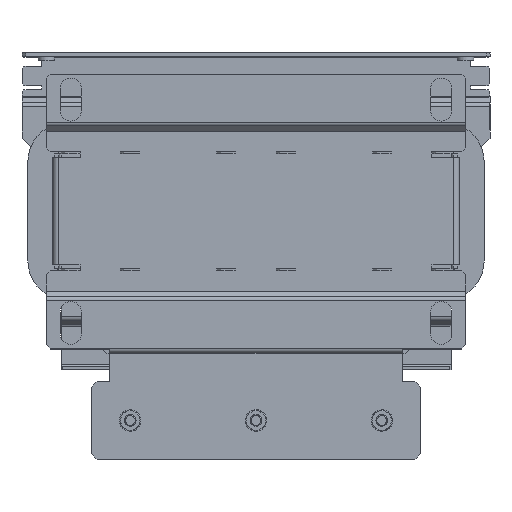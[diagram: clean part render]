
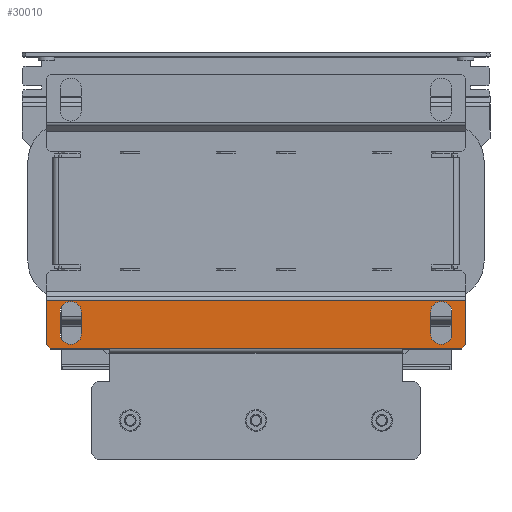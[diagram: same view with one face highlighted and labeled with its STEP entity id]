
A CAD part, front view. The second image highlights one B-rep face of the part: STEP entity #30010.
In plain terms, the highlighted planar face has unit normal (0, -1, 0).
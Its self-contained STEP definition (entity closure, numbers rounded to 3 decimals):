
#1074 = ORIENTED_EDGE ( 'NONE', *, *, #29790, .T. ) ;
#1540 = VERTEX_POINT ( 'NONE', #48103 ) ;
#1714 = ORIENTED_EDGE ( 'NONE', *, *, #12776, .T. ) ;
#3250 = DIRECTION ( 'NONE',  ( 0., 1., 0. ) ) ;
#3329 = CARTESIAN_POINT ( 'NONE',  ( -107.5, -3.577, -68.285 ) ) ;
#3668 = VERTEX_POINT ( 'NONE', #32983 ) ;
#4536 = DIRECTION ( 'NONE',  ( 1., 0., 0. ) ) ;
#4569 = VERTEX_POINT ( 'NONE', #12322 ) ;
#4672 = ORIENTED_EDGE ( 'NONE', *, *, #46241, .T. ) ;
#6252 = EDGE_CURVE ( 'Defeature ausgef�hrt1_977+Defeature ausgef�hrt1_1414+Defeature ausgef�hrt1_1415+Defeature ausgef�hrt1_1413', #25494, #3668, #46402, .T. ) ;
#6832 = VERTEX_POINT ( 'NONE', #12007 ) ;
#7083 = CARTESIAN_POINT ( 'NONE',  ( -95., -3.577, -62.785 ) ) ;
#8042 = DIRECTION ( 'NONE',  ( 0., 1., 0. ) ) ;
#10531 = LINE ( 'NONE', #44969, #45189 ) ;
#10604 = EDGE_LOOP ( 'NONE', ( #45046, #1074, #1714, #11431 ) ) ;
#11043 = EDGE_LOOP ( 'NONE', ( #28582, #32111, #45360, #26190, #54287, #26887 ) ) ;
#11431 = ORIENTED_EDGE ( 'NONE', *, *, #38352, .T. ) ;
#11525 = CARTESIAN_POINT ( 'NONE',  ( 105.6, -3.577, -70.185 ) ) ;
#11703 = CARTESIAN_POINT ( 'NONE',  ( -129.6, -3.577, 30.865 ) ) ;
#11795 = LINE ( 'NONE', #31185, #57990 ) ;
#12007 = CARTESIAN_POINT ( 'NONE',  ( 107.5, -3.577, -45.715 ) ) ;
#12065 = DIRECTION ( 'NONE',  ( 1., 0., 0. ) ) ;
#12118 = DIRECTION ( 'NONE',  ( 0.707, 0., 0.707 ) ) ;
#12322 = CARTESIAN_POINT ( 'NONE',  ( 100.5, -3.577, -62.785 ) ) ;
#12776 = EDGE_CURVE ( 'Defeature ausgef�hrt1_977+Defeature ausgef�hrt1_1419+Defeature ausgef�hrt1_1420+Defeature ausgef�hrt1_1418', #4569, #21630, #59240, .T. ) ;
#13039 = CARTESIAN_POINT ( 'NONE',  ( 95., -3.577, -62.785 ) ) ;
#13101 = CARTESIAN_POINT ( 'NONE',  ( -107.5, -3.577, -68.285 ) ) ;
#13492 = VERTEX_POINT ( 'NONE', #16079 ) ;
#13553 = LINE ( 'NONE', #19246, #22219 ) ;
#13760 = CIRCLE ( 'NONE', #27996, 5.5 ) ;
#14020 = VECTOR ( 'NONE', #45347, 1000. ) ;
#14270 = EDGE_CURVE ( 'Defeature ausgef�hrt1_977+Defeature ausgef�hrt1_853+Defeature ausgef�hrt1_926+Defeature ausgef�hrt1_983', #26394, #28444, #20487, .T. ) ;
#14534 = EDGE_CURVE ( 'Defeature ausgef�hrt1_977+Defeature ausgef�hrt1_1413+Defeature ausgef�hrt1_1414+Defeature ausgef�hrt1_1416', #3668, #30798, #58011, .T. ) ;
#15137 = CARTESIAN_POINT ( 'NONE',  ( -100.5, -3.577, 30.865 ) ) ;
#15190 = CARTESIAN_POINT ( 'NONE',  ( 95., -3.577, -51.785 ) ) ;
#15193 = LINE ( 'NONE', #11525, #50533 ) ;
#16079 = CARTESIAN_POINT ( 'NONE',  ( -89.5, -3.577, -62.785 ) ) ;
#17019 = DIRECTION ( 'NONE',  ( 1., 0., 0. ) ) ;
#17142 = DIRECTION ( 'NONE',  ( 1., 0., 0. ) ) ;
#17481 = DIRECTION ( 'NONE',  ( 1., 0., 0. ) ) ;
#18044 = DIRECTION ( 'NONE',  ( 1., 0., 0. ) ) ;
#18263 = DIRECTION ( 'NONE',  ( 0., 0., 1. ) ) ;
#18613 = AXIS2_PLACEMENT_3D ( 'NONE', #15190, #19603, #33535 ) ;
#18639 = DIRECTION ( 'NONE',  ( 0., 0., -1. ) ) ;
#18845 = EDGE_CURVE ( 'Defeature ausgef�hrt1_977+Defeature ausgef�hrt1_1415+Defeature ausgef�hrt1_1416+Defeature ausgef�hrt1_1414', #13492, #25494, #13760, .T. ) ;
#19246 = CARTESIAN_POINT ( 'NONE',  ( -129.6, -3.577, -70.185 ) ) ;
#19603 = DIRECTION ( 'NONE',  ( 0., 1., 0. ) ) ;
#20487 = LINE ( 'NONE', #41709, #37084 ) ;
#21630 = VERTEX_POINT ( 'NONE', #34073 ) ;
#22185 = VERTEX_POINT ( 'NONE', #48343 ) ;
#22219 = VECTOR ( 'NONE', #17019, 1000. ) ;
#22312 = EDGE_CURVE ( 'Defeature ausgef�hrt1_977+Defeature ausgef�hrt1_851+Defeature ausgef�hrt1_981+Defeature ausgef�hrt1_926', #36512, #6832, #11795, .T. ) ;
#22913 = VERTEX_POINT ( 'NONE', #32239 ) ;
#23268 = LINE ( 'NONE', #41623, #46337 ) ;
#24085 = CARTESIAN_POINT ( 'NONE',  ( -100.5, -3.577, -62.785 ) ) ;
#24605 = EDGE_CURVE ( 'Defeature ausgef�hrt1_977+Defeature ausgef�hrt1_981+Defeature ausgef�hrt1_982+Defeature ausgef�hrt1_851', #31272, #36512, #15193, .T. ) ;
#25494 = VERTEX_POINT ( 'NONE', #24085 ) ;
#26071 = FACE_OUTER_BOUND ( 'NONE', #11043, .T. ) ;
#26190 = ORIENTED_EDGE ( 'NONE', *, *, #14270, .T. ) ;
#26394 = VERTEX_POINT ( 'NONE', #50381 ) ;
#26887 = ORIENTED_EDGE ( 'NONE', *, *, #42352, .T. ) ;
#26984 = LINE ( 'NONE', #13101, #14020 ) ;
#27412 = CARTESIAN_POINT ( 'NONE',  ( 107.5, -3.577, -68.285 ) ) ;
#27996 = AXIS2_PLACEMENT_3D ( 'NONE', #7083, #3250, #12065 ) ;
#28118 = CARTESIAN_POINT ( 'NONE',  ( -89.5, -3.577, -51.785 ) ) ;
#28444 = VERTEX_POINT ( 'NONE', #3329 ) ;
#28457 = AXIS2_PLACEMENT_3D ( 'NONE', #50175, #8042, #17481 ) ;
#28582 = ORIENTED_EDGE ( 'NONE', *, *, #24605, .T. ) ;
#28982 = FACE_BOUND ( 'NONE', #46863, .T. ) ;
#29061 = ORIENTED_EDGE ( 'NONE', *, *, #14534, .T. ) ;
#29790 = EDGE_CURVE ( 'Defeature ausgef�hrt1_977+Defeature ausgef�hrt1_1420+Defeature ausgef�hrt1_1417+Defeature ausgef�hrt1_1419', #22913, #4569, #23268, .T. ) ;
#30010 = ADVANCED_FACE ( 'Defeature ausgef�hrt1_977', ( #43391, #28982, #26071 ), #57897, .T. ) ;
#30798 = VERTEX_POINT ( 'NONE', #28118 ) ;
#31185 = CARTESIAN_POINT ( 'NONE',  ( 107.5, -3.577, 30.865 ) ) ;
#31272 = VERTEX_POINT ( 'NONE', #41546 ) ;
#31356 = AXIS2_PLACEMENT_3D ( 'NONE', #13039, #45875, #18044 ) ;
#31393 = CARTESIAN_POINT ( 'NONE',  ( -89.5, -3.577, 30.865 ) ) ;
#31787 = DIRECTION ( 'NONE',  ( 0., 0., -1. ) ) ;
#32111 = ORIENTED_EDGE ( 'NONE', *, *, #22312, .T. ) ;
#32239 = CARTESIAN_POINT ( 'NONE',  ( 100.5, -3.577, -51.785 ) ) ;
#32983 = CARTESIAN_POINT ( 'NONE',  ( -100.5, -3.577, -51.785 ) ) ;
#33535 = DIRECTION ( 'NONE',  ( 1., 0., 0. ) ) ;
#34073 = CARTESIAN_POINT ( 'NONE',  ( 89.5, -3.577, -62.785 ) ) ;
#35893 = CARTESIAN_POINT ( 'NONE',  ( 215.017, -3.577, -45.715 ) ) ;
#36240 = VECTOR ( 'NONE', #31787, 1000. ) ;
#36496 = EDGE_CURVE ( 'Defeature ausgef�hrt1_926+Defeature ausgef�hrt1_977+Defeature ausgef�hrt1_853+Defeature ausgef�hrt1_851', #26394, #6832, #37554, .T. ) ;
#36512 = VERTEX_POINT ( 'NONE', #27412 ) ;
#37084 = VECTOR ( 'NONE', #46757, 1000. ) ;
#37554 = LINE ( 'NONE', #35893, #52050 ) ;
#38352 = EDGE_CURVE ( 'Defeature ausgef�hrt1_977+Defeature ausgef�hrt1_1418+Defeature ausgef�hrt1_1419+Defeature ausgef�hrt1_1417', #21630, #22185, #10531, .T. ) ;
#40136 = DIRECTION ( 'NONE',  ( 0., 0., 1. ) ) ;
#41546 = CARTESIAN_POINT ( 'NONE',  ( 105.6, -3.577, -70.185 ) ) ;
#41623 = CARTESIAN_POINT ( 'NONE',  ( 100.5, -3.577, 30.865 ) ) ;
#41709 = CARTESIAN_POINT ( 'NONE',  ( -107.5, -3.577, 30.865 ) ) ;
#41711 = EDGE_CURVE ( 'Defeature ausgef�hrt1_977+Defeature ausgef�hrt1_983+Defeature ausgef�hrt1_853+Defeature ausgef�hrt1_982', #28444, #1540, #26984, .T. ) ;
#42352 = EDGE_CURVE ( 'Defeature ausgef�hrt1_977+Defeature ausgef�hrt1_982+Defeature ausgef�hrt1_983+Defeature ausgef�hrt1_981', #1540, #31272, #13553, .T. ) ;
#43391 = FACE_BOUND ( 'NONE', #10604, .T. ) ;
#43633 = ORIENTED_EDGE ( 'NONE', *, *, #18845, .T. ) ;
#44205 = LINE ( 'NONE', #31393, #36240 ) ;
#44761 = DIRECTION ( 'NONE',  ( 0., -1., 0. ) ) ;
#44969 = CARTESIAN_POINT ( 'NONE',  ( 89.5, -3.577, 30.865 ) ) ;
#45046 = ORIENTED_EDGE ( 'NONE', *, *, #57916, .T. ) ;
#45189 = VECTOR ( 'NONE', #40136, 1000. ) ;
#45347 = DIRECTION ( 'NONE',  ( 0.707, 0., -0.707 ) ) ;
#45360 = ORIENTED_EDGE ( 'NONE', *, *, #36496, .F. ) ;
#45658 = AXIS2_PLACEMENT_3D ( 'NONE', #11703, #44761, #17142 ) ;
#45875 = DIRECTION ( 'NONE',  ( 0., 1., 0. ) ) ;
#46241 = EDGE_CURVE ( 'Defeature ausgef�hrt1_977+Defeature ausgef�hrt1_1416+Defeature ausgef�hrt1_1413+Defeature ausgef�hrt1_1415', #30798, #13492, #44205, .T. ) ;
#46337 = VECTOR ( 'NONE', #18639, 1000. ) ;
#46402 = LINE ( 'NONE', #15137, #51555 ) ;
#46757 = DIRECTION ( 'NONE',  ( 0., 0., -1. ) ) ;
#46863 = EDGE_LOOP ( 'NONE', ( #29061, #4672, #43633, #58764 ) ) ;
#48103 = CARTESIAN_POINT ( 'NONE',  ( -105.6, -3.577, -70.185 ) ) ;
#48343 = CARTESIAN_POINT ( 'NONE',  ( 89.5, -3.577, -51.785 ) ) ;
#49995 = CIRCLE ( 'NONE', #18613, 5.5 ) ;
#50175 = CARTESIAN_POINT ( 'NONE',  ( -95., -3.577, -51.785 ) ) ;
#50381 = CARTESIAN_POINT ( 'NONE',  ( -107.5, -3.577, -45.715 ) ) ;
#50533 = VECTOR ( 'NONE', #12118, 1000. ) ;
#51555 = VECTOR ( 'NONE', #56275, 1000. ) ;
#52050 = VECTOR ( 'NONE', #4536, 1000. ) ;
#54287 = ORIENTED_EDGE ( 'NONE', *, *, #41711, .T. ) ;
#56275 = DIRECTION ( 'NONE',  ( 0., 0., 1. ) ) ;
#57897 = PLANE ( 'NONE',  #45658 ) ;
#57916 = EDGE_CURVE ( 'Defeature ausgef�hrt1_977+Defeature ausgef�hrt1_1417+Defeature ausgef�hrt1_1418+Defeature ausgef�hrt1_1420', #22185, #22913, #49995, .T. ) ;
#57990 = VECTOR ( 'NONE', #18263, 1000. ) ;
#58011 = CIRCLE ( 'NONE', #28457, 5.5 ) ;
#58764 = ORIENTED_EDGE ( 'NONE', *, *, #6252, .T. ) ;
#59240 = CIRCLE ( 'NONE', #31356, 5.5 ) ;
